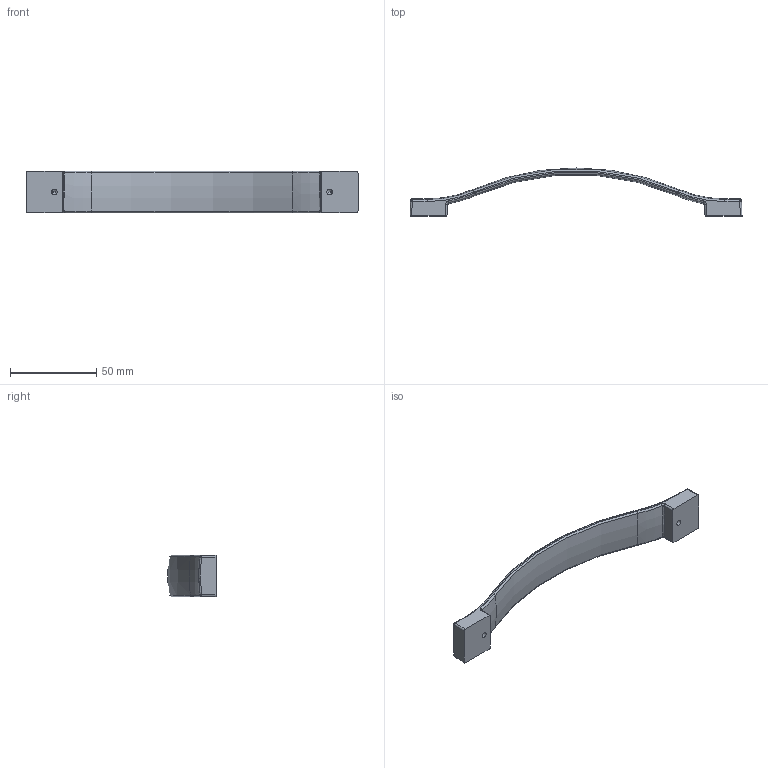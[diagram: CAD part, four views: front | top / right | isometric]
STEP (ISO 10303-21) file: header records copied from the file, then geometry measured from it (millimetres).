
FILE_DESCRIPTION(('Creo Elements/Direct Modeling STEP Export'),'2;1');
FILE_NAME('1750-193.stp','2019-01-14T10:39:48',(''),(''),'Creo Elements/Direct Modeling STEP processor for AP214 (Solid Model)','Creo Elements/Direct Modeling 20.0 12-Nov-2016 (C) Parametric Technology GmbH','');
FILE_SCHEMA(('AUTOMOTIVE_DESIGN { 1 0 10303 214 1 1 1 1 }'));
Length unit declared in the file: millimetre
Products named in the file (2): 1750-193_
Assembly tree (1 placements, depth 2):
  1750-193_
    1750-193_
Bounding box: 193 x 27.93 x 24 mm (x, y, z)
Volume: 23029 mm3; surface area: 11776.5 mm2
Topology: 1 solids, 1 shells, 74 faces, 174 edges, 102 vertices
Faces by surface type: cylinder 22, bspline 20, torus 18, plane 10, cone 4
Entity records: 3465 total; most frequent: CARTESIAN_POINT 1896, ORIENTED_EDGE 340, DIRECTION 272, EDGE_CURVE 170, AXIS2_PLACEMENT_3D 114, VERTEX_POINT 102, EDGE_LOOP 78, FACE_OUTER_BOUND 74
